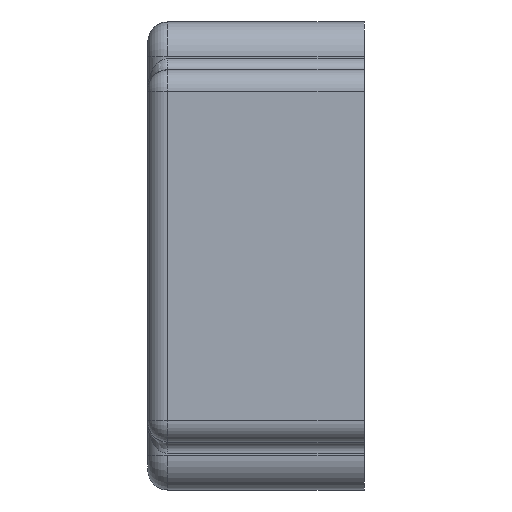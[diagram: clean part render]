
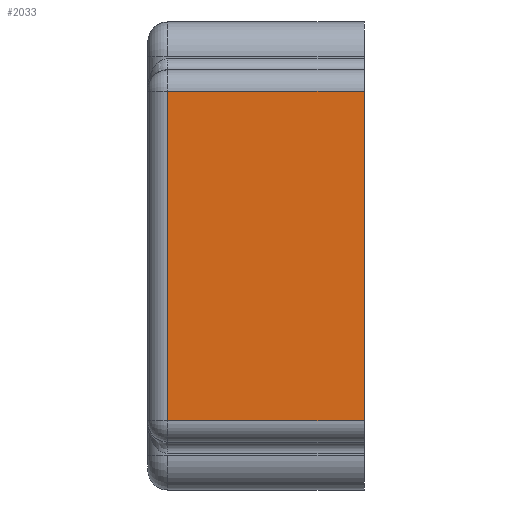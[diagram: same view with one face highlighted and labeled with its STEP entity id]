
A CAD part, left-side view. The second image highlights one B-rep face of the part: STEP entity #2033.
In plain terms, the highlighted planar face has unit normal (-1, 0, 0).
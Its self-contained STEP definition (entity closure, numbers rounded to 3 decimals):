
#88 = ORIENTED_EDGE ( 'NONE', *, *, #1243, .T. ) ;
#104 = LINE ( 'NONE', #871, #2795 ) ;
#192 = LINE ( 'NONE', #2047, #2915 ) ;
#212 = LINE ( 'NONE', #1336, #3994 ) ;
#275 = VERTEX_POINT ( 'NONE', #3544 ) ;
#281 = DIRECTION ( 'NONE',  ( 0., 0., -1. ) ) ;
#871 = CARTESIAN_POINT ( 'NONE',  ( -47.099, 15., 12.051 ) ) ;
#1094 = PLANE ( 'NONE',  #3873 ) ;
#1243 = EDGE_CURVE ( 'NONE', #1587, #3811, #212, .T. ) ;
#1336 = CARTESIAN_POINT ( 'NONE',  ( -47.099, 0., 11.051 ) ) ;
#1417 = VERTEX_POINT ( 'NONE', #1907 ) ;
#1587 = VERTEX_POINT ( 'NONE', #3111 ) ;
#1630 = EDGE_CURVE ( 'NONE', #1417, #1587, #192, .T. ) ;
#1749 = DIRECTION ( 'NONE',  ( 0., 0., 1. ) ) ;
#1907 = CARTESIAN_POINT ( 'NONE',  ( -47.099, 15., -13.049 ) ) ;
#2033 = ADVANCED_FACE ( 'NONE', ( #4769 ), #1094, .F. ) ;
#2047 = CARTESIAN_POINT ( 'NONE',  ( -47.099, 15., -13.049 ) ) ;
#2201 = EDGE_CURVE ( 'NONE', #275, #1417, #2616, .T. ) ;
#2284 = EDGE_CURVE ( 'NONE', #275, #3811, #104, .T. ) ;
#2476 = DIRECTION ( 'NONE',  ( 0., -1., 0. ) ) ;
#2506 = CARTESIAN_POINT ( 'NONE',  ( -47.099, 0., 12.051 ) ) ;
#2616 = LINE ( 'NONE', #3826, #2645 ) ;
#2645 = VECTOR ( 'NONE', #2691, 1000. ) ;
#2691 = DIRECTION ( 'NONE',  ( 0., 0., -1. ) ) ;
#2795 = VECTOR ( 'NONE', #3465, 1000. ) ;
#2915 = VECTOR ( 'NONE', #2476, 1000. ) ;
#3111 = CARTESIAN_POINT ( 'NONE',  ( -47.099, 0., -13.049 ) ) ;
#3112 = EDGE_LOOP ( 'NONE', ( #3573, #3830, #3694, #88 ) ) ;
#3465 = DIRECTION ( 'NONE',  ( 0., -1., 0. ) ) ;
#3544 = CARTESIAN_POINT ( 'NONE',  ( -47.099, 15., 12.051 ) ) ;
#3573 = ORIENTED_EDGE ( 'NONE', *, *, #2284, .F. ) ;
#3611 = DIRECTION ( 'NONE',  ( 1., 0., 0. ) ) ;
#3694 = ORIENTED_EDGE ( 'NONE', *, *, #1630, .T. ) ;
#3811 = VERTEX_POINT ( 'NONE', #2506 ) ;
#3826 = CARTESIAN_POINT ( 'NONE',  ( -47.099, 15., -13.049 ) ) ;
#3830 = ORIENTED_EDGE ( 'NONE', *, *, #2201, .T. ) ;
#3873 = AXIS2_PLACEMENT_3D ( 'NONE', #4358, #3611, #281 ) ;
#3994 = VECTOR ( 'NONE', #1749, 1000. ) ;
#4358 = CARTESIAN_POINT ( 'NONE',  ( -47.099, 15., 11.051 ) ) ;
#4769 = FACE_OUTER_BOUND ( 'NONE', #3112, .T. ) ;
